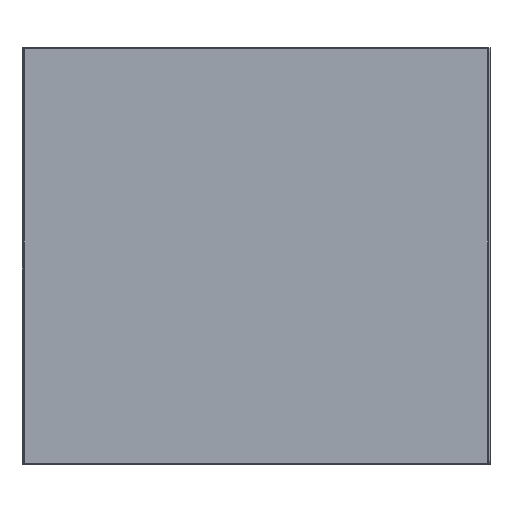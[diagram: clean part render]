
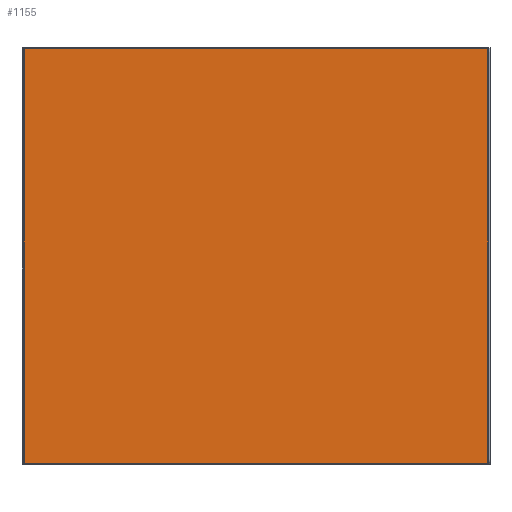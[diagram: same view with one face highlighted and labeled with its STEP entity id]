
A CAD part, top view. The second image highlights one B-rep face of the part: STEP entity #1155.
In plain terms, the highlighted planar face has unit normal (0, 0, 1).
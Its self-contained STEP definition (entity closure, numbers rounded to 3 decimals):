
#147 = EDGE_CURVE ( 'NONE', #1146, #426, #185, .T. ) ;
#172 = CARTESIAN_POINT ( 'NONE',  ( 250.5, 223.939, 0. ) ) ;
#182 = CARTESIAN_POINT ( 'NONE',  ( 250.5, 225., 0. ) ) ;
#185 = LINE ( 'NONE', #807, #2334 ) ;
#196 = ORIENTED_EDGE ( 'NONE', *, *, #2274, .T. ) ;
#221 = DIRECTION ( 'NONE',  ( 1., 0., 0. ) ) ;
#270 = VERTEX_POINT ( 'NONE', #3030 ) ;
#288 = DIRECTION ( 'NONE',  ( 1., 0., 0. ) ) ;
#426 = VERTEX_POINT ( 'NONE', #172 ) ;
#804 = CARTESIAN_POINT ( 'NONE',  ( -254.405, -223.939, 0. ) ) ;
#807 = CARTESIAN_POINT ( 'NONE',  ( -254.405, 223.939, 0. ) ) ;
#953 = CARTESIAN_POINT ( 'NONE',  ( -250.5, -225., 0. ) ) ;
#958 = ORIENTED_EDGE ( 'NONE', *, *, #1550, .F. ) ;
#972 = VECTOR ( 'NONE', #288, 1000. ) ;
#1146 = VERTEX_POINT ( 'NONE', #2664 ) ;
#1155 = ADVANCED_FACE ( 'NONE', ( #2553 ), #2919, .T. ) ;
#1304 = DIRECTION ( 'NONE',  ( 0., 0., 1. ) ) ;
#1426 = LINE ( 'NONE', #804, #972 ) ;
#1526 = DIRECTION ( 'NONE',  ( 0., -1., 0. ) ) ;
#1550 = EDGE_CURVE ( 'NONE', #426, #2948, #2635, .T. ) ;
#1605 = ORIENTED_EDGE ( 'NONE', *, *, #3372, .F. ) ;
#1713 = EDGE_LOOP ( 'NONE', ( #196, #958, #2577, #1605 ) ) ;
#1809 = VECTOR ( 'NONE', #1526, 1000. ) ;
#1822 = CARTESIAN_POINT ( 'NONE',  ( 0., 0., 0. ) ) ;
#2005 = AXIS2_PLACEMENT_3D ( 'NONE', #1822, #1304, #221 ) ;
#2274 = EDGE_CURVE ( 'NONE', #270, #2948, #1426, .T. ) ;
#2334 = VECTOR ( 'NONE', #2725, 1000. ) ;
#2411 = CARTESIAN_POINT ( 'NONE',  ( 250.5, -223.939, 0. ) ) ;
#2553 = FACE_OUTER_BOUND ( 'NONE', #1713, .T. ) ;
#2577 = ORIENTED_EDGE ( 'NONE', *, *, #147, .F. ) ;
#2635 = LINE ( 'NONE', #182, #1809 ) ;
#2653 = LINE ( 'NONE', #953, #2983 ) ;
#2664 = CARTESIAN_POINT ( 'NONE',  ( -250.5, 223.939, 0. ) ) ;
#2725 = DIRECTION ( 'NONE',  ( 1., 0., 0. ) ) ;
#2919 = PLANE ( 'NONE',  #2005 ) ;
#2948 = VERTEX_POINT ( 'NONE', #2411 ) ;
#2983 = VECTOR ( 'NONE', #3398, 1000. ) ;
#3030 = CARTESIAN_POINT ( 'NONE',  ( -250.5, -223.939, 0. ) ) ;
#3372 = EDGE_CURVE ( 'NONE', #270, #1146, #2653, .T. ) ;
#3398 = DIRECTION ( 'NONE',  ( 0., 1., 0. ) ) ;
